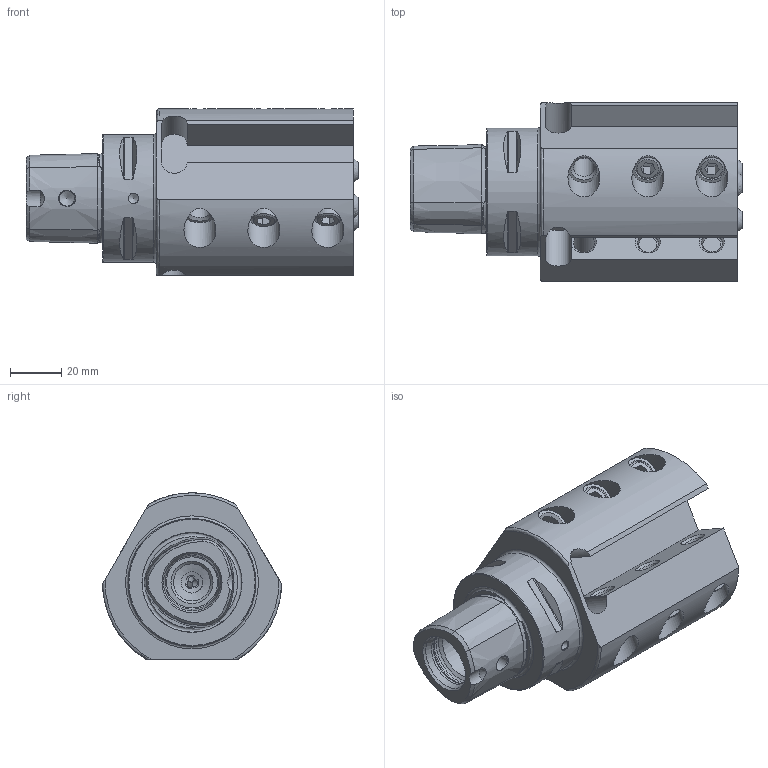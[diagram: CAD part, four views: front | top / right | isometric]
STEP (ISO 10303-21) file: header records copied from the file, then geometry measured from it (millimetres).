
FILE_DESCRIPTION (( 'STEP AP214' ), '1' );
FILE_NAME ('PS5.V16.R31.098.STEP', '2020-11-20T16:06:53', ( '' ), ( '' ), 'SwSTEP 2.0', 'SolidWorks 2017', '' );
FILE_SCHEMA (( 'AUTOMOTIVE_DESIGN' ));
Length unit declared in the file: millimetre
Products named in the file (6): KU1-U12.001.010; PS5.V16.R31.098; KU1-U12.001.010_1; PS5-V16.R31.098_A; ISO 4026 - M10 x 20; KU1-U12.001.010_2
Assembly tree (12 placements, depth 3):
  PS5.V16.R31.098
    PS5-V16.R31.098_A
    KU1-U12.001.010  x3
      KU1-U12.001.010_1
      KU1-U12.001.010_2
    ISO 4026 - M10 x 20  x6
Bounding box: 129.8 x 69.99 x 65 mm (x, y, z)
Volume: 246151.5 mm3; surface area: 56734.3 mm2
Topology: 13 solids, 13 shells, 279 faces, 628 edges, 395 vertices
Faces by surface type: plane 113, cone 75, cylinder 67, torus 18, sphere 6
Full cylindrical faces by diameter (mm): 3.15 x1, 4 x1, 4.2 x6, 6.1 x2, 7 x3, 8.2 x9, 8.4 x1, 10 x6, 12 x6, 12.5 x9, 14.5 x1, 21 x2, 24 x1, 50 x1
Entity records: 6884 total; most frequent: CARTESIAN_POINT 2447, DIRECTION 879, ORIENTED_EDGE 734, AXIS2_PLACEMENT_3D 381, EDGE_CURVE 367, EDGE_LOOP 327, VERTEX_POINT 274, FACE_OUTER_BOUND 245
